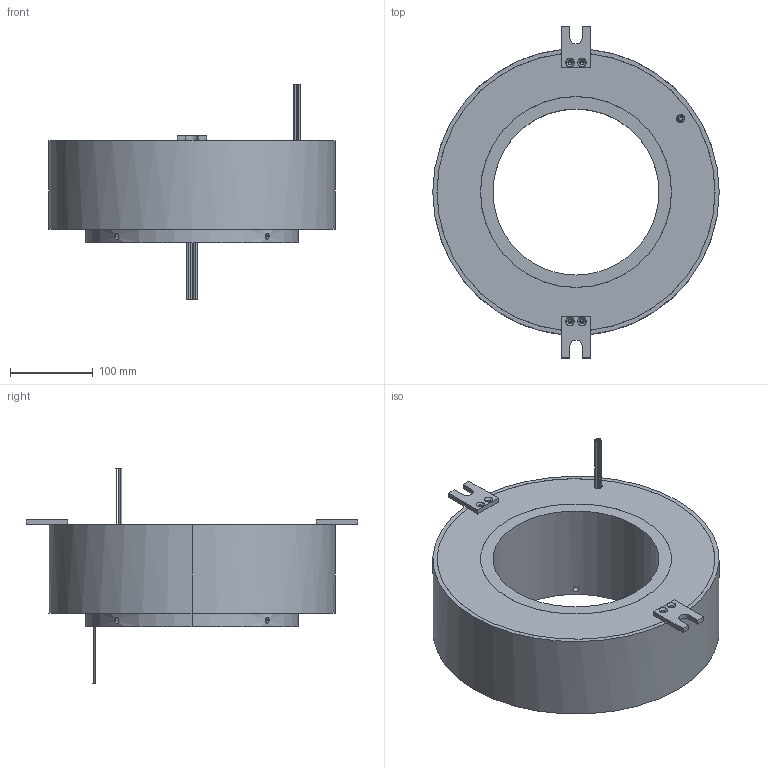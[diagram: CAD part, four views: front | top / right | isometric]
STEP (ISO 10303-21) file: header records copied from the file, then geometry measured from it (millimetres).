
FILE_DESCRIPTION(/* description */ (''),/* implementation_level */ '2;1');
FILE_NAME(/* name */ '',/* time_stamp */ '2020-08-19T19:37:06+08:00',/* author */ (''),/* organization */ (''),/* preprocessor_version */ 'ST-DEVELOPER v15',/* originating_system */ 'SIEMENS PLM Software NX 8.5',/* authorisation */ '');
FILE_SCHEMA (('AUTOMOTIVE_DESIGN { 1 0 10303 214 3 1 1 1 }'));
Length unit declared in the file: millimetre
Products named in the file (1): Admi207885D9al9s
Bounding box: 345 x 400 x 260 mm (x, y, z)
Volume: 6975208 mm3; surface area: 372326.5 mm2
Topology: 1 solids, 1 shells, 139 faces, 323 edges, 202 vertices
Faces by surface type: cylinder 75, plane 48, cone 16
Entity records: 4439 total; most frequent: CARTESIAN_POINT 1137, DIRECTION 733, ORIENTED_EDGE 630, EDGE_CURVE 315, AXIS2_PLACEMENT_3D 294, VERTEX_POINT 202, EDGE_LOOP 177, CIRCLE 154
